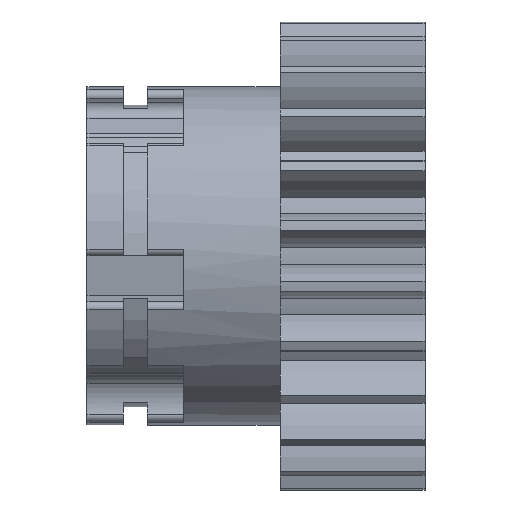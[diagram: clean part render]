
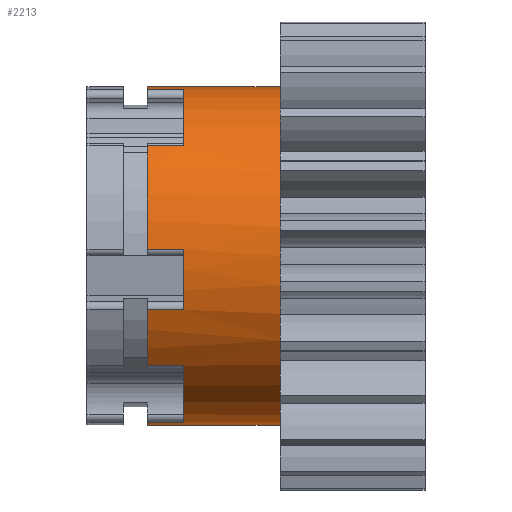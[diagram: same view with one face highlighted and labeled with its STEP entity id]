
A CAD part, front view. The second image highlights one B-rep face of the part: STEP entity #2213.
In plain terms, the highlighted cylindrical face has radius 14 mm (diameter 28 mm), a partial arc.
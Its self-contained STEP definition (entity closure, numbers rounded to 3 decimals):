
#3 = AXIS2_PLACEMENT_3D ( 'NONE', #4640, #1727, #1855 ) ;
#160 = DIRECTION ( 'NONE',  ( 1., 0., 0. ) ) ;
#191 = CIRCLE ( 'NONE', #3547, 14. ) ;
#203 = EDGE_CURVE ( 'NONE', #4385, #4101, #5137, .T. ) ;
#291 = CARTESIAN_POINT ( 'NONE',  ( -20.787, -2.703, 30. ) ) ;
#319 = CARTESIAN_POINT ( 'NONE',  ( -23.787, -15.978, 25.552 ) ) ;
#456 = AXIS2_PLACEMENT_3D ( 'NONE', #291, #712, #5655 ) ;
#460 = CARTESIAN_POINT ( 'NONE',  ( -23.787, -2.703, 30. ) ) ;
#584 = DIRECTION ( 'NONE',  ( 0., 0., -1. ) ) ;
#712 = DIRECTION ( 'NONE',  ( -1., 0., 0. ) ) ;
#768 = DIRECTION ( 'NONE',  ( 0., 0., -1. ) ) ;
#827 = CIRCLE ( 'NONE', #3254, 14. ) ;
#846 = ORIENTED_EDGE ( 'NONE', *, *, #1266, .T. ) ;
#893 = AXIS2_PLACEMENT_3D ( 'NONE', #5841, #1468, #5290 ) ;
#904 = DIRECTION ( 'NONE',  ( 0., 0., -1. ) ) ;
#938 = ORIENTED_EDGE ( 'NONE', *, *, #4775, .F. ) ;
#948 = DIRECTION ( 'NONE',  ( -1., 0., 0. ) ) ;
#956 = CIRCLE ( 'NONE', #1464, 14. ) ;
#959 = CARTESIAN_POINT ( 'NONE',  ( -23.787, -13.344, 20.902 ) ) ;
#963 = CARTESIAN_POINT ( 'NONE',  ( -20.787, -5.331, 16.249 ) ) ;
#1153 = CARTESIAN_POINT ( 'NONE',  ( -23.787, -2.703, 30. ) ) ;
#1200 = CARTESIAN_POINT ( 'NONE',  ( -20.787, -5.262, 43.764 ) ) ;
#1201 = VECTOR ( 'NONE', #948, 1000. ) ;
#1237 = VERTEX_POINT ( 'NONE', #2316 ) ;
#1266 = EDGE_CURVE ( 'NONE', #5955, #2032, #2472, .T. ) ;
#1276 = CARTESIAN_POINT ( 'NONE',  ( -28.787, -16.693, 30.55 ) ) ;
#1356 = CARTESIAN_POINT ( 'NONE',  ( -28.787, -13.299, 39.151 ) ) ;
#1404 = CARTESIAN_POINT ( 'NONE',  ( -28.787, -2.703, 30. ) ) ;
#1463 = ORIENTED_EDGE ( 'NONE', *, *, #4210, .F. ) ;
#1464 = AXIS2_PLACEMENT_3D ( 'NONE', #460, #3894, #904 ) ;
#1468 = DIRECTION ( 'NONE',  ( -1., 0., 0. ) ) ;
#1508 = VECTOR ( 'NONE', #4721, 1000. ) ;
#1536 = EDGE_CURVE ( 'NONE', #5955, #4101, #2337, .T. ) ;
#1628 = DIRECTION ( 'NONE',  ( 1., 0., 0. ) ) ;
#1679 = ORIENTED_EDGE ( 'NONE', *, *, #2647, .F. ) ;
#1727 = DIRECTION ( 'NONE',  ( -1., 0., 0. ) ) ;
#1793 = EDGE_CURVE ( 'NONE', #5854, #6150, #5198, .T. ) ;
#1817 = CARTESIAN_POINT ( 'NONE',  ( -23.787, -2.703, 30. ) ) ;
#1855 = DIRECTION ( 'NONE',  ( 0., 0., -1. ) ) ;
#1858 = AXIS2_PLACEMENT_3D ( 'NONE', #4472, #2593, #584 ) ;
#1860 = CARTESIAN_POINT ( 'NONE',  ( -28.787, -5.331, 16.249 ) ) ;
#1951 = EDGE_CURVE ( 'NONE', #3349, #6274, #4315, .T. ) ;
#1957 = ORIENTED_EDGE ( 'NONE', *, *, #203, .T. ) ;
#2002 = VECTOR ( 'NONE', #3553, 1000. ) ;
#2032 = VERTEX_POINT ( 'NONE', #319 ) ;
#2049 = LINE ( 'NONE', #2629, #2002 ) ;
#2072 = EDGE_CURVE ( 'NONE', #4868, #6274, #2620, .T. ) ;
#2213 = ADVANCED_FACE ( 'NONE', ( #3246 ), #5201, .T. ) ;
#2316 = CARTESIAN_POINT ( 'NONE',  ( -23.787, -2.703, 44. ) ) ;
#2337 = CIRCLE ( 'NONE', #3, 14. ) ;
#2444 = VERTEX_POINT ( 'NONE', #3745 ) ;
#2448 = EDGE_CURVE ( 'NONE', #4842, #6149, #5696, .T. ) ;
#2472 = LINE ( 'NONE', #2950, #1201 ) ;
#2548 = DIRECTION ( 'NONE',  ( -1., 0., 0. ) ) ;
#2593 = DIRECTION ( 'NONE',  ( -1., 0., 0. ) ) ;
#2620 = LINE ( 'NONE', #6130, #6155 ) ;
#2629 = CARTESIAN_POINT ( 'NONE',  ( -28.787, -2.703, 44. ) ) ;
#2647 = EDGE_CURVE ( 'NONE', #1237, #5839, #2049, .T. ) ;
#2706 = DIRECTION ( 'NONE',  ( -1., 0., 0. ) ) ;
#2767 = CARTESIAN_POINT ( 'NONE',  ( -28.787, -5.262, 43.764 ) ) ;
#2795 = CARTESIAN_POINT ( 'NONE',  ( -20.787, -2.703, 30. ) ) ;
#2817 = ORIENTED_EDGE ( 'NONE', *, *, #5119, .F. ) ;
#2882 = EDGE_CURVE ( 'NONE', #4385, #6149, #956, .T. ) ;
#2950 = CARTESIAN_POINT ( 'NONE',  ( -28.787, -15.978, 25.552 ) ) ;
#3039 = EDGE_CURVE ( 'NONE', #6309, #5839, #6252, .T. ) ;
#3081 = VERTEX_POINT ( 'NONE', #4985 ) ;
#3087 = DIRECTION ( 'NONE',  ( 0., 0., -1. ) ) ;
#3116 = VECTOR ( 'NONE', #160, 1000. ) ;
#3124 = EDGE_CURVE ( 'NONE', #3081, #6309, #3482, .T. ) ;
#3246 = FACE_OUTER_BOUND ( 'NONE', #4419, .T. ) ;
#3254 = AXIS2_PLACEMENT_3D ( 'NONE', #1153, #2548, #3087 ) ;
#3289 = DIRECTION ( 'NONE',  ( -1., 0., 0. ) ) ;
#3349 = VERTEX_POINT ( 'NONE', #963 ) ;
#3437 = ORIENTED_EDGE ( 'NONE', *, *, #5783, .T. ) ;
#3482 = LINE ( 'NONE', #5406, #5947 ) ;
#3539 = CIRCLE ( 'NONE', #893, 14. ) ;
#3547 = AXIS2_PLACEMENT_3D ( 'NONE', #1817, #6263, #5750 ) ;
#3553 = DIRECTION ( 'NONE',  ( 1., 0., 0. ) ) ;
#3573 = AXIS2_PLACEMENT_3D ( 'NONE', #2795, #2706, #768 ) ;
#3676 = ORIENTED_EDGE ( 'NONE', *, *, #1536, .F. ) ;
#3678 = CIRCLE ( 'NONE', #3573, 14. ) ;
#3744 = ORIENTED_EDGE ( 'NONE', *, *, #1793, .T. ) ;
#3745 = CARTESIAN_POINT ( 'NONE',  ( -23.787, -5.331, 16.249 ) ) ;
#3801 = AXIS2_PLACEMENT_3D ( 'NONE', #1404, #4234, #6194 ) ;
#3856 = CARTESIAN_POINT ( 'NONE',  ( -20.787, -13.344, 20.902 ) ) ;
#3894 = DIRECTION ( 'NONE',  ( -1., 0., 0. ) ) ;
#4101 = VERTEX_POINT ( 'NONE', #4936 ) ;
#4210 = EDGE_CURVE ( 'NONE', #5854, #1237, #191, .T. ) ;
#4234 = DIRECTION ( 'NONE',  ( 1., 0., 0. ) ) ;
#4315 = CIRCLE ( 'NONE', #456, 14. ) ;
#4385 = VERTEX_POINT ( 'NONE', #4920 ) ;
#4410 = ORIENTED_EDGE ( 'NONE', *, *, #2448, .T. ) ;
#4417 = ORIENTED_EDGE ( 'NONE', *, *, #2882, .F. ) ;
#4419 = EDGE_LOOP ( 'NONE', ( #938, #5510, #4803, #1679, #1463, #3744, #2817, #4410, #4417, #1957, #3676, #846, #4522, #4960, #4846, #3437 ) ) ;
#4472 = CARTESIAN_POINT ( 'NONE',  ( -12.787, -2.703, 30. ) ) ;
#4522 = ORIENTED_EDGE ( 'NONE', *, *, #4970, .F. ) ;
#4640 = CARTESIAN_POINT ( 'NONE',  ( -20.787, -2.703, 30. ) ) ;
#4661 = DIRECTION ( 'NONE',  ( 1., 0., 0. ) ) ;
#4721 = DIRECTION ( 'NONE',  ( 1., 0., 0. ) ) ;
#4775 = EDGE_CURVE ( 'NONE', #3081, #2444, #3539, .T. ) ;
#4803 = ORIENTED_EDGE ( 'NONE', *, *, #3039, .T. ) ;
#4842 = VERTEX_POINT ( 'NONE', #6257 ) ;
#4846 = ORIENTED_EDGE ( 'NONE', *, *, #1951, .F. ) ;
#4858 = VECTOR ( 'NONE', #3289, 1000. ) ;
#4868 = VERTEX_POINT ( 'NONE', #959 ) ;
#4920 = CARTESIAN_POINT ( 'NONE',  ( -23.787, -16.693, 30.55 ) ) ;
#4936 = CARTESIAN_POINT ( 'NONE',  ( -20.787, -16.693, 30.55 ) ) ;
#4960 = ORIENTED_EDGE ( 'NONE', *, *, #2072, .T. ) ;
#4970 = EDGE_CURVE ( 'NONE', #4868, #2032, #827, .T. ) ;
#4985 = CARTESIAN_POINT ( 'NONE',  ( -23.787, -2.703, 16. ) ) ;
#5119 = EDGE_CURVE ( 'NONE', #4842, #6150, #3678, .T. ) ;
#5137 = LINE ( 'NONE', #1276, #3116 ) ;
#5198 = LINE ( 'NONE', #2767, #1508 ) ;
#5201 = CYLINDRICAL_SURFACE ( 'NONE', #3801, 14. ) ;
#5290 = DIRECTION ( 'NONE',  ( 0., 0., -1. ) ) ;
#5313 = DIRECTION ( 'NONE',  ( -1., 0., 0. ) ) ;
#5348 = LINE ( 'NONE', #1860, #5532 ) ;
#5403 = CARTESIAN_POINT ( 'NONE',  ( -12.787, -2.703, 16. ) ) ;
#5406 = CARTESIAN_POINT ( 'NONE',  ( -28.787, -2.703, 16. ) ) ;
#5413 = CARTESIAN_POINT ( 'NONE',  ( -20.787, -15.978, 25.552 ) ) ;
#5510 = ORIENTED_EDGE ( 'NONE', *, *, #3124, .T. ) ;
#5532 = VECTOR ( 'NONE', #5313, 1000. ) ;
#5571 = CARTESIAN_POINT ( 'NONE',  ( -23.787, -13.299, 39.151 ) ) ;
#5655 = DIRECTION ( 'NONE',  ( 0., 0., -1. ) ) ;
#5696 = LINE ( 'NONE', #1356, #4858 ) ;
#5750 = DIRECTION ( 'NONE',  ( 0., 0., -1. ) ) ;
#5759 = CARTESIAN_POINT ( 'NONE',  ( -23.787, -5.262, 43.764 ) ) ;
#5783 = EDGE_CURVE ( 'NONE', #3349, #2444, #5348, .T. ) ;
#5839 = VERTEX_POINT ( 'NONE', #6306 ) ;
#5841 = CARTESIAN_POINT ( 'NONE',  ( -23.787, -2.703, 30. ) ) ;
#5854 = VERTEX_POINT ( 'NONE', #5759 ) ;
#5947 = VECTOR ( 'NONE', #1628, 1000. ) ;
#5955 = VERTEX_POINT ( 'NONE', #5413 ) ;
#6130 = CARTESIAN_POINT ( 'NONE',  ( -28.787, -13.344, 20.902 ) ) ;
#6149 = VERTEX_POINT ( 'NONE', #5571 ) ;
#6150 = VERTEX_POINT ( 'NONE', #1200 ) ;
#6155 = VECTOR ( 'NONE', #4661, 1000. ) ;
#6194 = DIRECTION ( 'NONE',  ( 0., 0., 1. ) ) ;
#6252 = CIRCLE ( 'NONE', #1858, 14. ) ;
#6257 = CARTESIAN_POINT ( 'NONE',  ( -20.787, -13.299, 39.151 ) ) ;
#6263 = DIRECTION ( 'NONE',  ( -1., 0., 0. ) ) ;
#6274 = VERTEX_POINT ( 'NONE', #3856 ) ;
#6306 = CARTESIAN_POINT ( 'NONE',  ( -12.787, -2.703, 44. ) ) ;
#6309 = VERTEX_POINT ( 'NONE', #5403 ) ;
